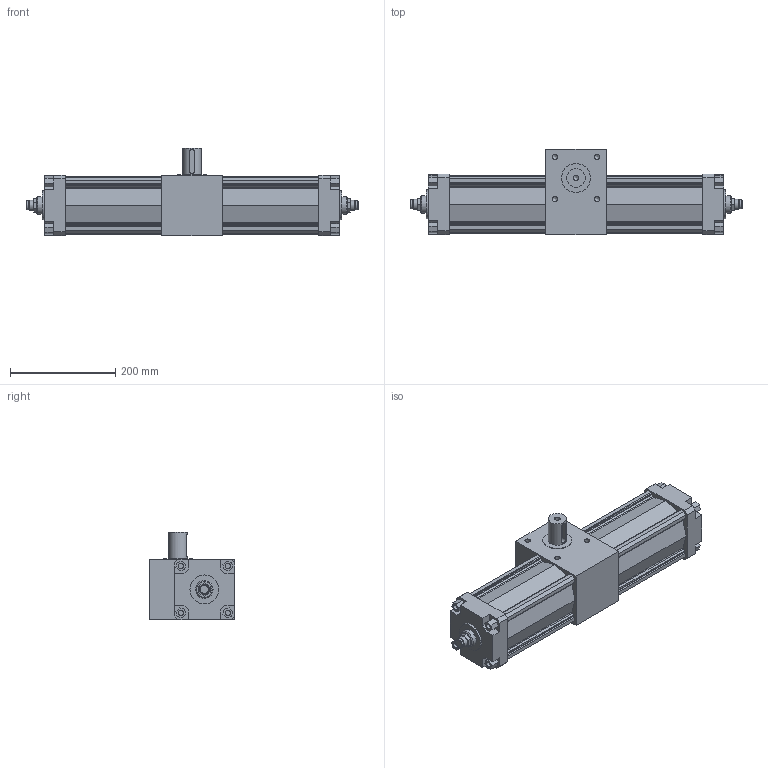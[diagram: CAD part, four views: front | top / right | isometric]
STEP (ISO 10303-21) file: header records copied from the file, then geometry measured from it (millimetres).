
FILE_DESCRIPTION(/* description */ (''),/* implementation_level */ '2;1');
FILE_NAME(/* name */ '1332_100_180_01R.stp',/* time_stamp */ '2017-02-24T11:36:43+01:00',/* author */ ('maniean1'),/* organization */ ('Pneumax S.p.A.'),/* preprocessor_version */ 'ST-DEVELOPER v15.2',/* originating_system */ 'Autodesk Inventor 2014',/* authorisation */ '');
FILE_SCHEMA (('AUTOMOTIVE_DESIGN { 1 0 10303 214 3 1 1 }'));
Length unit declared in the file: millimetre
Products named in the file (1): 1332_100_180_01R
Bounding box: 631 x 162 x 166 mm (x, y, z)
Volume: 6875771.6 mm3; surface area: 392562.3 mm2
Topology: 1 solids, 9 shells, 364 faces, 907 edges, 594 vertices
Faces by surface type: plane 269, cylinder 61, cone 34
Full cylindrical faces by diameter (mm): 9.4 x8, 10 x21, 17.325 x2, 19 x2, 19.325 x2, 26 x2, 33.325 x2, 35 x1, 55 x3
Entity records: 10436 total; most frequent: CARTESIAN_POINT 1785, DIRECTION 1676, ORIENTED_EDGE 1622, EDGE_CURVE 811, LINE 672, VECTOR 672, VERTEX_POINT 575, AXIS2_PLACEMENT_3D 502
